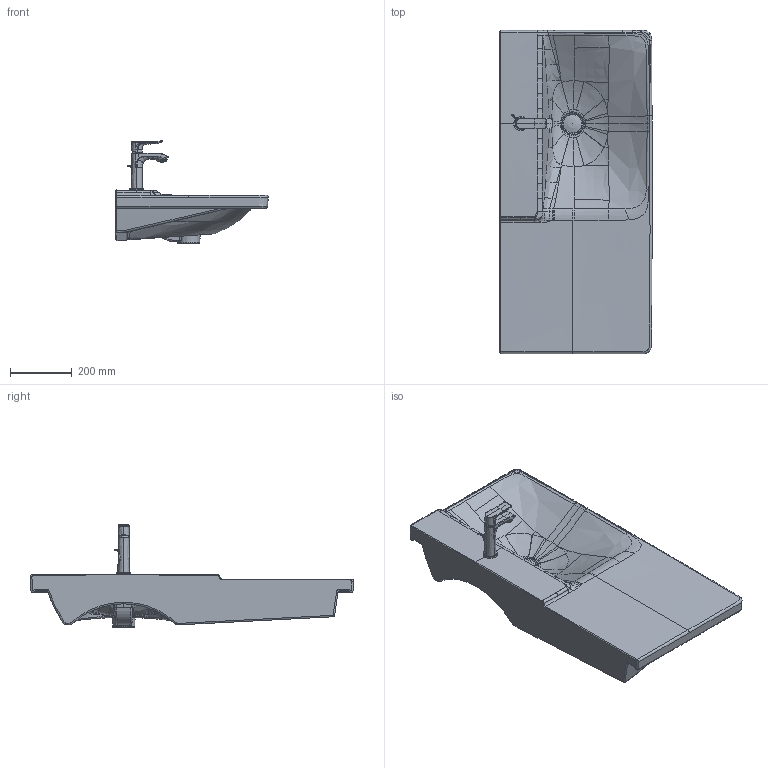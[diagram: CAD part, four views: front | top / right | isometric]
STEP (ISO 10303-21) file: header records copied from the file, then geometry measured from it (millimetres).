
FILE_DESCRIPTION((''),'2;1');
FILE_NAME('233410.stp','2015-07-14T16:16:59',('Administrator'),(''),'Autodesk Inventor 2011','Autodesk Inventor 2011','');
FILE_SCHEMA(('CONFIG_CONTROL_DESIGN'));
Length unit declared in the file: millimetre
Products named in the file (14): 233410; WT-Armatur HANSGROHE METRIS; Gehäuse; Rosette Citerio; Griff_HWB_Metris; Griffstopfen; Zugstange Griff; Rosette Talis; Neoperl Strahler; Strahlreglerhuelse; Strahler; Kelch; Stopfen
Assembly tree (13 placements, depth 4):
  233410
    233410
    WT-Armatur HANSGROHE METRIS
      Gehäuse
      Rosette Citerio
      Griff_HWB_Metris
      Griffstopfen
      Zugstange Griff
      Rosette Talis
      Neoperl Strahler
        Strahlreglerhuelse
        Strahler
    Kelch
    Stopfen
Bounding box: 494.86 x 1050.07 x 334.47 mm (x, y, z)
Volume: 19412547.6 mm3; surface area: 1600245.9 mm2
Topology: 11 solids, 11 shells, 1590 faces, 4469 edges, 2895 vertices
Faces by surface type: bspline 634, plane 517, cylinder 334, cone 52, torus 46, sphere 7
Full cylindrical faces by diameter (mm): 4 x1, 5 x1, 5.2 x1, 5.325 x1, 5.4 x1, 8.875 x1, 12.35 x1, 15.75 x1, 16 x1, 17.5 x1, 17.7 x1, 19.97 x1, 20.1 x1, 20.88 x1, 21 x1, 22.5 x2, 24 x2, 25 x2, 31.3 x1, 35 x1, 42 x1, 44 x1, 46 x1, 46.3 x1, 60 x1
Entity records: 148691 total; most frequent: CARTESIAN_POINT 110950, ORIENTED_EDGE 8776, DIRECTION 5806, EDGE_CURVE 4388, VERTEX_POINT 2875, AXIS2_PLACEMENT_3D 2284, B_SPLINE_CURVE_WITH_KNOTS 1791, EDGE_LOOP 1668
